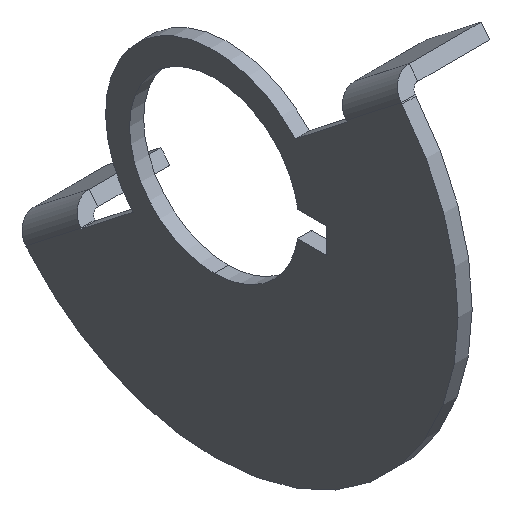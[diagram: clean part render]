
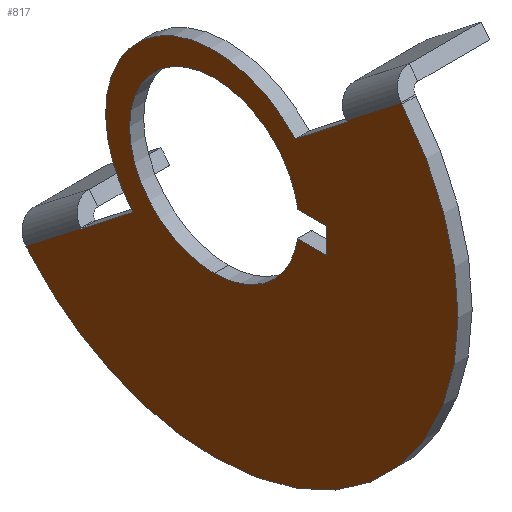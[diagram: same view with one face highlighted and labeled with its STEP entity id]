
A CAD part, isometric view. The second image highlights one B-rep face of the part: STEP entity #817.
In plain terms, the highlighted planar face has unit normal (-1, 0, 0).
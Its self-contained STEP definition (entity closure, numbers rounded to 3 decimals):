
#3 = AXIS2_PLACEMENT_3D ( 'NONE', #203, #681, #366 ) ;
#6 = EDGE_CURVE ( 'NONE', #33, #350, #249, .T. ) ;
#13 = ORIENTED_EDGE ( 'NONE', *, *, #527, .T. ) ;
#22 = CARTESIAN_POINT ( 'NONE',  ( -1., 5.747, -5.125 ) ) ;
#33 = VERTEX_POINT ( 'NONE', #539 ) ;
#39 = DIRECTION ( 'NONE',  ( 0., -0.788, 0.616 ) ) ;
#52 = AXIS2_PLACEMENT_3D ( 'NONE', #494, #82, #971 ) ;
#59 = CARTESIAN_POINT ( 'NONE',  ( -1., -8., -0.9 ) ) ;
#61 = CARTESIAN_POINT ( 'NONE',  ( -1., 5.747, -5.125 ) ) ;
#65 = EDGE_CURVE ( 'NONE', #350, #604, #560, .T. ) ;
#75 = LINE ( 'NONE', #398, #130 ) ;
#77 = CARTESIAN_POINT ( 'NONE',  ( -1., 0., -6. ) ) ;
#82 = DIRECTION ( 'NONE',  ( 1., 0., 0. ) ) ;
#93 = VERTEX_POINT ( 'NONE', #139 ) ;
#100 = CARTESIAN_POINT ( 'NONE',  ( -1., -5.932, -0.9 ) ) ;
#122 = CIRCLE ( 'NONE', #3, 17.3 ) ;
#124 = DIRECTION ( 'NONE',  ( 1., 0., 0. ) ) ;
#126 = DIRECTION ( 'NONE',  ( 0., 0., -1. ) ) ;
#130 = VECTOR ( 'NONE', #220, 1000. ) ;
#132 = EDGE_CURVE ( 'NONE', #470, #816, #788, .T. ) ;
#139 = CARTESIAN_POINT ( 'NONE',  ( -1., -9.355, 8.07 ) ) ;
#142 = CARTESIAN_POINT ( 'NONE',  ( -1., -8., 0.9 ) ) ;
#145 = LINE ( 'NONE', #228, #430 ) ;
#152 = CARTESIAN_POINT ( 'NONE',  ( -1., -13.257, 11.119 ) ) ;
#162 = EDGE_CURVE ( 'NONE', #858, #93, #75, .T. ) ;
#165 = PLANE ( 'NONE',  #52 ) ;
#173 = FACE_OUTER_BOUND ( 'NONE', #790, .T. ) ;
#174 = EDGE_CURVE ( 'NONE', #700, #869, #1032, .T. ) ;
#181 = EDGE_CURVE ( 'NONE', #337, #700, #320, .T. ) ;
#184 = ORIENTED_EDGE ( 'NONE', *, *, #65, .F. ) ;
#185 = CIRCLE ( 'NONE', #782, 6. ) ;
#203 = CARTESIAN_POINT ( 'NONE',  ( -1., 0., 0. ) ) ;
#210 = VERTEX_POINT ( 'NONE', #739 ) ;
#212 = VECTOR ( 'NONE', #744, 1000. ) ;
#216 = ORIENTED_EDGE ( 'NONE', *, *, #6, .F. ) ;
#218 = AXIS2_PLACEMENT_3D ( 'NONE', #391, #1026, #1017 ) ;
#220 = DIRECTION ( 'NONE',  ( 0., 0.616, 0.788 ) ) ;
#225 = CARTESIAN_POINT ( 'NONE',  ( -1., 9.416, -7.991 ) ) ;
#228 = CARTESIAN_POINT ( 'NONE',  ( -1., 9.416, -7.991 ) ) ;
#249 = CIRCLE ( 'NONE', #1005, 17.3 ) ;
#258 = CARTESIAN_POINT ( 'NONE',  ( -1., 0., 0. ) ) ;
#266 = AXIS2_PLACEMENT_3D ( 'NONE', #332, #574, #962 ) ;
#279 = EDGE_LOOP ( 'NONE', ( #367, #877, #482, #512, #13, #777 ) ) ;
#284 = DIRECTION ( 'NONE',  ( 0., -0.616, -0.788 ) ) ;
#301 = EDGE_CURVE ( 'NONE', #816, #974, #731, .T. ) ;
#312 = CARTESIAN_POINT ( 'NONE',  ( -1., -8., -0.9 ) ) ;
#319 = VECTOR ( 'NONE', #284, 1000. ) ;
#320 = LINE ( 'NONE', #749, #212 ) ;
#330 = EDGE_CURVE ( 'NONE', #210, #690, #605, .T. ) ;
#332 = CARTESIAN_POINT ( 'NONE',  ( -1., 0., 0. ) ) ;
#337 = VERTEX_POINT ( 'NONE', #359 ) ;
#344 = DIRECTION ( 'NONE',  ( 1., 0., 0. ) ) ;
#350 = VERTEX_POINT ( 'NONE', #850 ) ;
#357 = CARTESIAN_POINT ( 'NONE',  ( -1., -13.257, 11.119 ) ) ;
#359 = CARTESIAN_POINT ( 'NONE',  ( -1., -8., 0.9 ) ) ;
#366 = DIRECTION ( 'NONE',  ( 0., 0., -1. ) ) ;
#367 = ORIENTED_EDGE ( 'NONE', *, *, #174, .T. ) ;
#371 = ORIENTED_EDGE ( 'NONE', *, *, #990, .F. ) ;
#391 = CARTESIAN_POINT ( 'NONE',  ( -1., 0., 0. ) ) ;
#398 = CARTESIAN_POINT ( 'NONE',  ( -1., -9.355, 8.07 ) ) ;
#411 = CARTESIAN_POINT ( 'NONE',  ( -1., -9.416, 7.991 ) ) ;
#418 = EDGE_CURVE ( 'NONE', #729, #767, #835, .T. ) ;
#421 = FACE_BOUND ( 'NONE', #279, .T. ) ;
#430 = VECTOR ( 'NONE', #476, 1000. ) ;
#438 = LINE ( 'NONE', #357, #964 ) ;
#439 = DIRECTION ( 'NONE',  ( 1., 0., 0. ) ) ;
#451 = ORIENTED_EDGE ( 'NONE', *, *, #132, .F. ) ;
#470 = VERTEX_POINT ( 'NONE', #225 ) ;
#473 = DIRECTION ( 'NONE',  ( 0., -1., 0. ) ) ;
#476 = DIRECTION ( 'NONE',  ( 0., -0.616, -0.788 ) ) ;
#482 = ORIENTED_EDGE ( 'NONE', *, *, #551, .T. ) ;
#490 = ORIENTED_EDGE ( 'NONE', *, *, #418, .F. ) ;
#494 = CARTESIAN_POINT ( 'NONE',  ( -1., 0., 0. ) ) ;
#504 = VERTEX_POINT ( 'NONE', #1012 ) ;
#506 = AXIS2_PLACEMENT_3D ( 'NONE', #514, #439, #126 ) ;
#512 = ORIENTED_EDGE ( 'NONE', *, *, #330, .T. ) ;
#514 = CARTESIAN_POINT ( 'NONE',  ( -1., 0., 0. ) ) ;
#518 = CARTESIAN_POINT ( 'NONE',  ( -1., 0., 0. ) ) ;
#527 = EDGE_CURVE ( 'NONE', #690, #337, #715, .T. ) ;
#539 = CARTESIAN_POINT ( 'NONE',  ( -1., 0., -17.3 ) ) ;
#551 = EDGE_CURVE ( 'NONE', #671, #210, #959, .T. ) ;
#560 = LINE ( 'NONE', #957, #573 ) ;
#572 = CARTESIAN_POINT ( 'NONE',  ( -1., -13.319, 11.04 ) ) ;
#573 = VECTOR ( 'NONE', #952, 1000. ) ;
#574 = DIRECTION ( 'NONE',  ( 1., 0., 0. ) ) ;
#591 = LINE ( 'NONE', #606, #1028 ) ;
#604 = VERTEX_POINT ( 'NONE', #1020 ) ;
#605 = CIRCLE ( 'NONE', #506, 6. ) ;
#606 = CARTESIAN_POINT ( 'NONE',  ( -1., 13.35, -11.001 ) ) ;
#609 = ORIENTED_EDGE ( 'NONE', *, *, #301, .F. ) ;
#638 = DIRECTION ( 'NONE',  ( 0., 1., 0. ) ) ;
#671 = VERTEX_POINT ( 'NONE', #77 ) ;
#672 = DIRECTION ( 'NONE',  ( 0., 0., -1. ) ) ;
#681 = DIRECTION ( 'NONE',  ( 1., 0., 0. ) ) ;
#685 = ORIENTED_EDGE ( 'NONE', *, *, #967, .F. ) ;
#689 = CARTESIAN_POINT ( 'NONE',  ( -1., -5.747, 5.125 ) ) ;
#690 = VERTEX_POINT ( 'NONE', #720 ) ;
#694 = VECTOR ( 'NONE', #473, 1000. ) ;
#700 = VERTEX_POINT ( 'NONE', #59 ) ;
#715 = LINE ( 'NONE', #142, #694 ) ;
#720 = CARTESIAN_POINT ( 'NONE',  ( -1., -5.932, 0.9 ) ) ;
#729 = VERTEX_POINT ( 'NONE', #152 ) ;
#731 = CIRCLE ( 'NONE', #266, 7.7 ) ;
#735 = DIRECTION ( 'NONE',  ( 0., -0.788, 0.616 ) ) ;
#739 = CARTESIAN_POINT ( 'NONE',  ( -1., 0., 6. ) ) ;
#742 = EDGE_CURVE ( 'NONE', #504, #470, #145, .T. ) ;
#744 = DIRECTION ( 'NONE',  ( 0., 0., -1. ) ) ;
#749 = CARTESIAN_POINT ( 'NONE',  ( -1., -8., -0.9 ) ) ;
#767 = VERTEX_POINT ( 'NONE', #572 ) ;
#774 = DIRECTION ( 'NONE',  ( 0., -0.788, 0.616 ) ) ;
#776 = VECTOR ( 'NONE', #638, 1000. ) ;
#777 = ORIENTED_EDGE ( 'NONE', *, *, #181, .T. ) ;
#782 = AXIS2_PLACEMENT_3D ( 'NONE', #258, #344, #672 ) ;
#783 = DIRECTION ( 'NONE',  ( 0., -0.788, 0.616 ) ) ;
#788 = LINE ( 'NONE', #61, #842 ) ;
#790 = EDGE_LOOP ( 'NONE', ( #490, #685, #929, #918, #609, #451, #970, #1035, #184, #216, #371 ) ) ;
#814 = LINE ( 'NONE', #411, #833 ) ;
#816 = VERTEX_POINT ( 'NONE', #22 ) ;
#817 = ADVANCED_FACE ( 'NONE', ( #421, #173 ), #165, .F. ) ;
#833 = VECTOR ( 'NONE', #735, 1000. ) ;
#835 = LINE ( 'NONE', #1006, #319 ) ;
#840 = EDGE_CURVE ( 'NONE', #974, #858, #814, .T. ) ;
#842 = VECTOR ( 'NONE', #783, 1000. ) ;
#845 = DIRECTION ( 'NONE',  ( 0., 0., -1. ) ) ;
#850 = CARTESIAN_POINT ( 'NONE',  ( -1., 13.319, -11.04 ) ) ;
#858 = VERTEX_POINT ( 'NONE', #899 ) ;
#869 = VERTEX_POINT ( 'NONE', #100 ) ;
#877 = ORIENTED_EDGE ( 'NONE', *, *, #887, .T. ) ;
#887 = EDGE_CURVE ( 'NONE', #869, #671, #185, .T. ) ;
#899 = CARTESIAN_POINT ( 'NONE',  ( -1., -9.416, 7.991 ) ) ;
#918 = ORIENTED_EDGE ( 'NONE', *, *, #840, .F. ) ;
#929 = ORIENTED_EDGE ( 'NONE', *, *, #162, .F. ) ;
#930 = EDGE_CURVE ( 'NONE', #604, #504, #591, .T. ) ;
#952 = DIRECTION ( 'NONE',  ( 0., 0.616, 0.788 ) ) ;
#957 = CARTESIAN_POINT ( 'NONE',  ( -1., 13.35, -11.001 ) ) ;
#959 = CIRCLE ( 'NONE', #218, 6. ) ;
#962 = DIRECTION ( 'NONE',  ( 0., 0., -1. ) ) ;
#964 = VECTOR ( 'NONE', #774, 1000. ) ;
#967 = EDGE_CURVE ( 'NONE', #93, #729, #438, .T. ) ;
#970 = ORIENTED_EDGE ( 'NONE', *, *, #742, .F. ) ;
#971 = DIRECTION ( 'NONE',  ( 0., 0., -1. ) ) ;
#974 = VERTEX_POINT ( 'NONE', #689 ) ;
#990 = EDGE_CURVE ( 'NONE', #767, #33, #122, .T. ) ;
#1005 = AXIS2_PLACEMENT_3D ( 'NONE', #518, #124, #845 ) ;
#1006 = CARTESIAN_POINT ( 'NONE',  ( -1., -13.319, 11.04 ) ) ;
#1012 = CARTESIAN_POINT ( 'NONE',  ( -1., 9.447, -7.952 ) ) ;
#1017 = DIRECTION ( 'NONE',  ( 0., 0., -1. ) ) ;
#1020 = CARTESIAN_POINT ( 'NONE',  ( -1., 13.35, -11.001 ) ) ;
#1026 = DIRECTION ( 'NONE',  ( 1., 0., 0. ) ) ;
#1028 = VECTOR ( 'NONE', #39, 1000. ) ;
#1032 = LINE ( 'NONE', #312, #776 ) ;
#1035 = ORIENTED_EDGE ( 'NONE', *, *, #930, .F. ) ;
